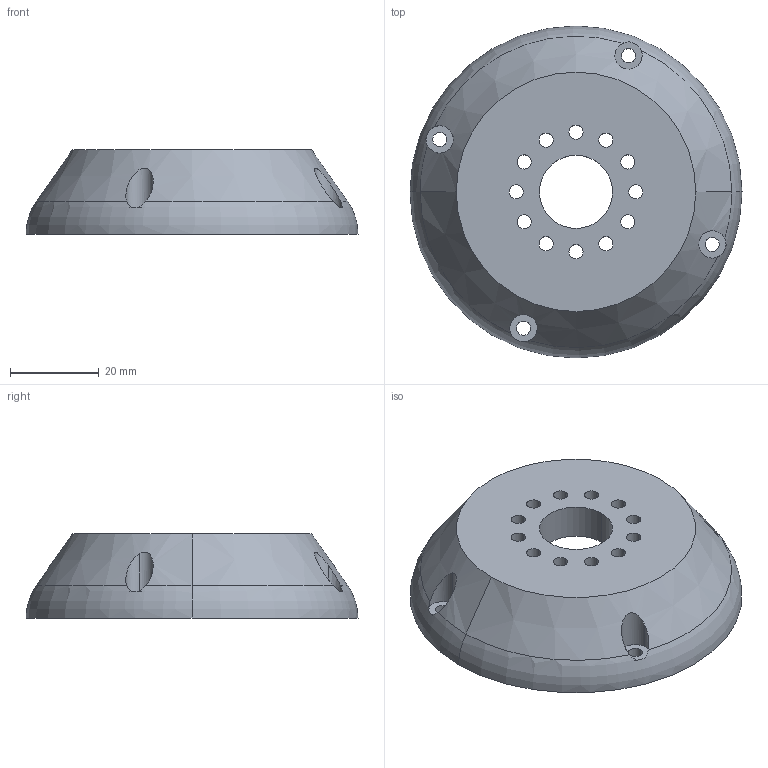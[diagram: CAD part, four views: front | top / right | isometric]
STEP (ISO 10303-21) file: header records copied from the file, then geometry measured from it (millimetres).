
FILE_DESCRIPTION (( 'STEP AP214' ), '1' );
FILE_NAME ('Coupler_CM6.STEP', '2024-05-08T11:38:14', ( '' ), ( '' ), 'SwSTEP 2.0', 'SolidWorks 2020', '' );
FILE_SCHEMA (( 'AUTOMOTIVE_DESIGN' ));
Length unit declared in the file: millimetre
Products named in the file (1): Coupler_CM6
Bounding box: 75 x 75 x 19 mm (x, y, z)
Volume: 34535.1 mm3; surface area: 14483.9 mm2
Topology: 1 solids, 1 shells, 59 faces, 166 edges, 110 vertices
Faces by surface type: cylinder 48, plane 7, torus 2, cone 2
Entity records: 2262 total; most frequent: CARTESIAN_POINT 572, DIRECTION 366, ORIENTED_EDGE 332, EDGE_CURVE 166, AXIS2_PLACEMENT_3D 160, VERTEX_POINT 110, CIRCLE 100, EDGE_LOOP 94
